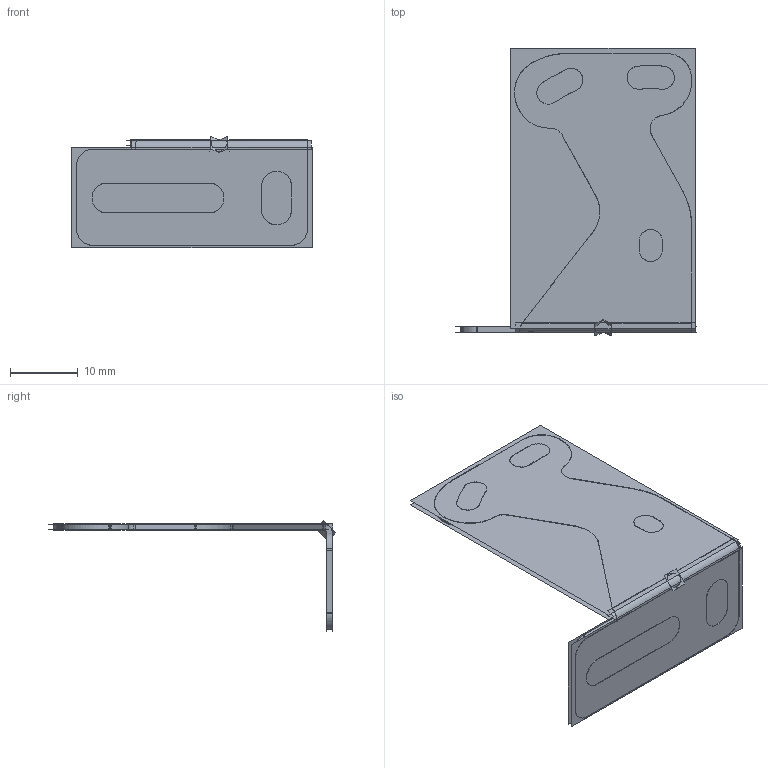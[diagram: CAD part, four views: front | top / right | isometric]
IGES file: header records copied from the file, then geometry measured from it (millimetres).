
Start section:  PTC IGES file: 220972.igs
Global section: file name: 220972.igs; native system: Creo Parametric by PTC Inc.; preprocessor: 2019292; author: PDMAdmin; organization: Unknown; date: 20201216.082803; units: millimetre
Bounding box: 35.36 x 42.36 x 16.35 mm (x, y, z)
Volume: 853.5 mm3; surface area: 10875 mm2
Topology: 1 solids, 1 shells, 118 faces, 626 edges, 796 vertices
Faces by surface type: revolution 64, bspline 54
